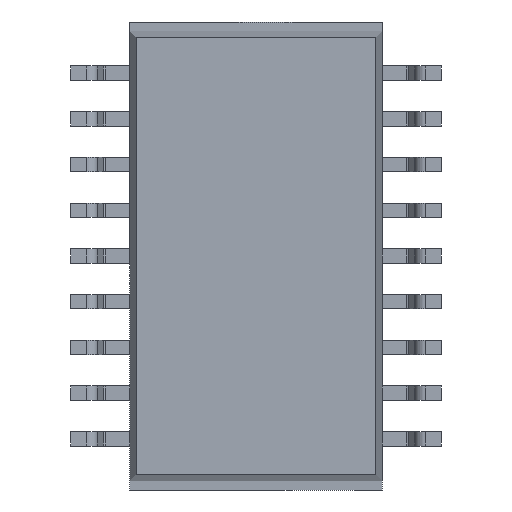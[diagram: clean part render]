
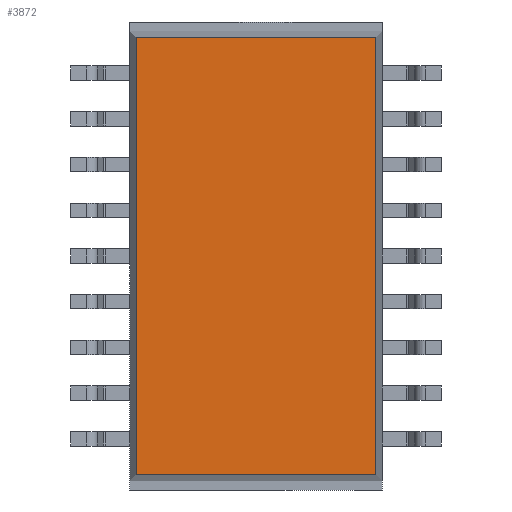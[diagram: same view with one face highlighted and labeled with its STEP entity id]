
A CAD part, front view. The second image highlights one B-rep face of the part: STEP entity #3872.
In plain terms, the highlighted planar face has unit normal (0, -1, 0).
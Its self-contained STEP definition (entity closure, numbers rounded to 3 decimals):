
#178 = PLANE ( 'NONE',  #7627 ) ;
#186 = DIRECTION ( 'NONE',  ( 0., 0., -1. ) ) ;
#552 = CARTESIAN_POINT ( 'NONE',  ( 3.5, 0.25, 6.078 ) ) ;
#746 = CARTESIAN_POINT ( 'NONE',  ( 3.328, 0.25, -6.078 ) ) ;
#849 = DIRECTION ( 'NONE',  ( 1., 0., 0. ) ) ;
#1121 = EDGE_CURVE ( 'NONE', #6663, #7609, #5972, .T. ) ;
#1673 = LINE ( 'NONE', #6861, #4502 ) ;
#2089 = EDGE_CURVE ( 'NONE', #5301, #7452, #3235, .T. ) ;
#2986 = VECTOR ( 'NONE', #849, 1000. ) ;
#3235 = LINE ( 'NONE', #552, #4235 ) ;
#3641 = VECTOR ( 'NONE', #3863, 1000. ) ;
#3863 = DIRECTION ( 'NONE',  ( 0., 0., 1. ) ) ;
#3872 = ADVANCED_FACE ( 'NONE', ( #4255 ), #178, .T. ) ;
#4102 = CARTESIAN_POINT ( 'NONE',  ( -3.5, 0.25, -6.078 ) ) ;
#4235 = VECTOR ( 'NONE', #5746, 1000. ) ;
#4255 = FACE_OUTER_BOUND ( 'NONE', #7776, .T. ) ;
#4502 = VECTOR ( 'NONE', #186, 1000. ) ;
#4776 = DIRECTION ( 'NONE',  ( 0., -1., 0. ) ) ;
#5038 = CARTESIAN_POINT ( 'NONE',  ( -3.328, 0.25, 6.078 ) ) ;
#5267 = EDGE_CURVE ( 'NONE', #7452, #6663, #1673, .T. ) ;
#5301 = VERTEX_POINT ( 'NONE', #5597 ) ;
#5597 = CARTESIAN_POINT ( 'NONE',  ( 3.328, 0.25, 6.078 ) ) ;
#5746 = DIRECTION ( 'NONE',  ( -1., 0., 0. ) ) ;
#5942 = CARTESIAN_POINT ( 'NONE',  ( 3.328, 0.25, -6.25 ) ) ;
#5972 = LINE ( 'NONE', #4102, #2986 ) ;
#6073 = DIRECTION ( 'NONE',  ( 0., 0., -1. ) ) ;
#6663 = VERTEX_POINT ( 'NONE', #7462 ) ;
#6854 = ORIENTED_EDGE ( 'NONE', *, *, #5267, .T. ) ;
#6861 = CARTESIAN_POINT ( 'NONE',  ( -3.328, 0.25, 6.25 ) ) ;
#7188 = ORIENTED_EDGE ( 'NONE', *, *, #8063, .T. ) ;
#7381 = ORIENTED_EDGE ( 'NONE', *, *, #1121, .T. ) ;
#7426 = CARTESIAN_POINT ( 'NONE',  ( 0., 0.25, 0. ) ) ;
#7452 = VERTEX_POINT ( 'NONE', #5038 ) ;
#7462 = CARTESIAN_POINT ( 'NONE',  ( -3.328, 0.25, -6.078 ) ) ;
#7609 = VERTEX_POINT ( 'NONE', #746 ) ;
#7627 = AXIS2_PLACEMENT_3D ( 'NONE', #7426, #4776, #6073 ) ;
#7776 = EDGE_LOOP ( 'NONE', ( #7381, #7188, #8382, #6854 ) ) ;
#8024 = LINE ( 'NONE', #5942, #3641 ) ;
#8063 = EDGE_CURVE ( 'NONE', #7609, #5301, #8024, .T. ) ;
#8382 = ORIENTED_EDGE ( 'NONE', *, *, #2089, .T. ) ;
